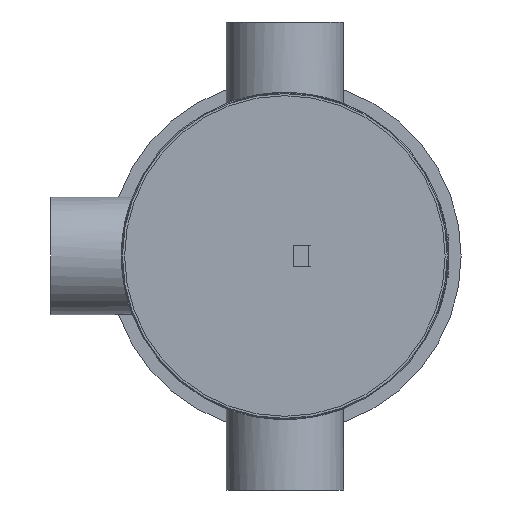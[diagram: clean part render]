
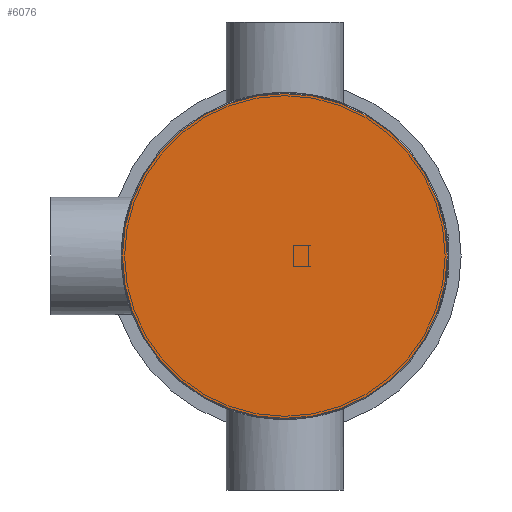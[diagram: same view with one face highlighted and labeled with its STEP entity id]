
A CAD part, front view. The second image highlights one B-rep face of the part: STEP entity #6076.
In plain terms, the highlighted planar face has unit normal (0, -1, 0).
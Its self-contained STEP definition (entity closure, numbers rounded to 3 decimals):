
#1229=PLANE('',#6610);
#1575=FACE_OUTER_BOUND('',#2017,.T.);
#2017=EDGE_LOOP('',(#5598));
#2236=CIRCLE('',#6611,152.);
#3066=VERTEX_POINT('',#13141);
#3925=EDGE_CURVE('',#3066,#3066,#2236,.T.);
#5598=ORIENTED_EDGE('',*,*,#3925,.T.);
#6076=ADVANCED_FACE('',(#1575),#1229,.T.);
#6610=AXIS2_PLACEMENT_3D('',#13140,#8093,#8094);
#6611=AXIS2_PLACEMENT_3D('',#13142,#8095,#8096);
#8093=DIRECTION('center_axis',(0.,-1.,0.));
#8094=DIRECTION('ref_axis',(0.,0.,-1.));
#8095=DIRECTION('center_axis',(0.,-1.,0.));
#8096=DIRECTION('ref_axis',(1.,0.,0.));
#13140=CARTESIAN_POINT('Origin',(0.,-1.,0.));
#13141=CARTESIAN_POINT('',(152.,-1.,0.));
#13142=CARTESIAN_POINT('Origin',(0.,-1.,0.));
